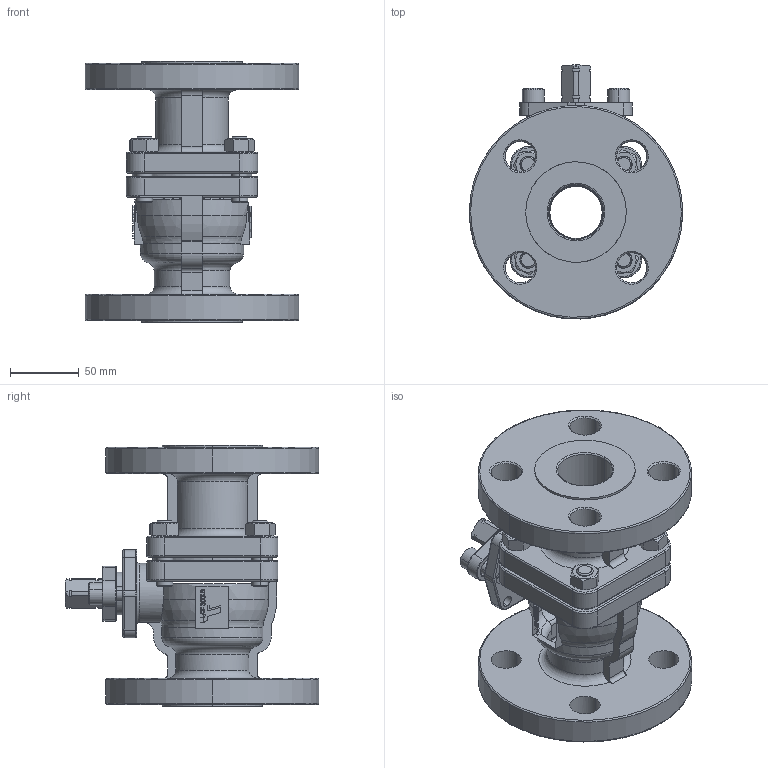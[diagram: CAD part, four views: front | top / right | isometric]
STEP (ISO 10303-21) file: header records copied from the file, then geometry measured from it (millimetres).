
FILE_DESCRIPTION (( 'STEP AP214' ), '1' );
FILE_NAME ('FM-F3-0150-XXX.step', '2019-10-30T12:40:03', ( '' ), ( '' ), 'SwSTEP 2.0', 'SolidWorks 2019', '' );
FILE_SCHEMA (( 'AUTOMOTIVE_DESIGN' ));
Length unit declared in the file: inch
Products named in the file (1): FM-F3-0150-XXX
Bounding box: 155 x 184.39 x 190 mm (x, y, z)
Surface area: 193313.3 mm2 (no closed solid volume)
Topology: 0 solids, 42 shells, 726 faces, 1875 edges, 1173 vertices
Faces by surface type: cone 226, plane 207, cylinder 171, torus 73, bspline 45, sphere 4
Entity records: 49696 total; most frequent: CARTESIAN_POINT 26593, ORIENTED_EDGE 3364, EDGE_CURVE 1871, B_SPLINE_CURVE_WITH_KNOTS 1771, DIRECTION 1500, VERTEX_POINT 1173, EDGE_LOOP 790, DIMENSIONAL_EXPONENTS 728
